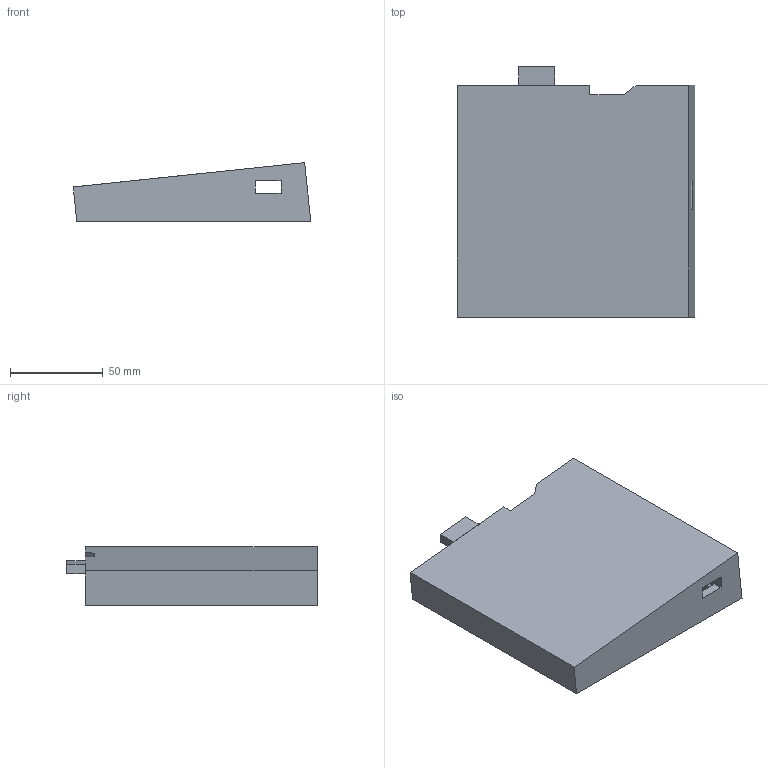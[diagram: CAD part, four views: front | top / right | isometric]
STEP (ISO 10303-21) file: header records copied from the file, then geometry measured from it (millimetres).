
FILE_DESCRIPTION(/* description */ (''),/* implementation_level */ '2;1');
FILE_NAME(/* name */ 'ckb9_leftside_case v10.step',/* time_stamp */ '2023-10-28T21:49:46+09:00',/* author */ (''),/* organization */ (''),/* preprocessor_version */ 'ST-DEVELOPER v20',/* originating_system */ 'Autodesk Translation Framework v12.14.0.127',/* authorisation */ '');
FILE_SCHEMA (('AUTOMOTIVE_DESIGN { 1 0 10303 214 3 1 1 }'));
Length unit declared in the file: millimetre
Products named in the file (1): ckb9_leftside_case
Bounding box: 128 x 135 x 31.65 mm (x, y, z)
Volume: 152807.9 mm3; surface area: 53528.9 mm2
Topology: 1 solids, 1 shells, 40 faces, 118 edges, 78 vertices
Faces by surface type: plane 40
Entity records: 1347 total; most frequent: CARTESIAN_POINT 237, ORIENTED_EDGE 236, DIRECTION 200, LINE 118, VECTOR 118, EDGE_CURVE 118, VERTEX_POINT 78, EDGE_LOOP 42
